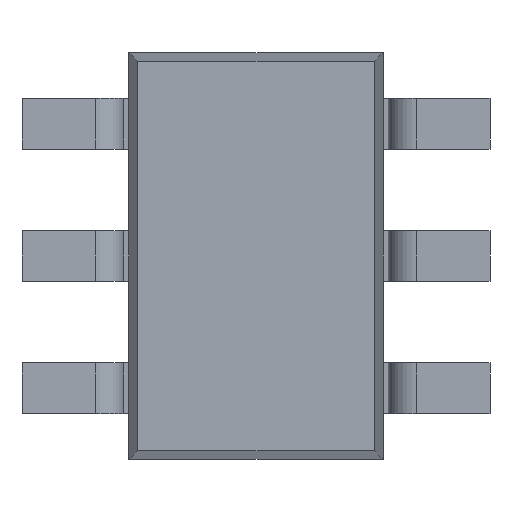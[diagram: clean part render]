
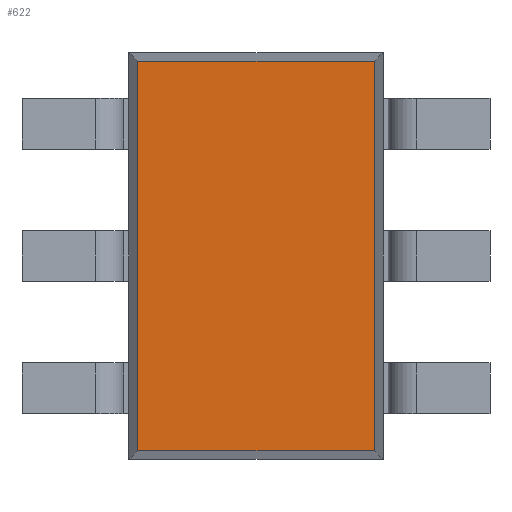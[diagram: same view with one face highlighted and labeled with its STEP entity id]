
A CAD part, front view. The second image highlights one B-rep face of the part: STEP entity #622.
In plain terms, the highlighted planar face has unit normal (0, -1, 0).
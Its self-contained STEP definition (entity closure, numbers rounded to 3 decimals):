
#52 = VECTOR ( 'NONE', #948, 1000. ) ;
#133 = CARTESIAN_POINT ( 'NONE',  ( 0., 0.1, 0. ) ) ;
#342 = PLANE ( 'NONE',  #2636 ) ;
#543 = LINE ( 'NONE', #3322, #1947 ) ;
#622 = ADVANCED_FACE ( 'NONE', ( #2717 ), #342, .T. ) ;
#666 = CARTESIAN_POINT ( 'NONE',  ( 0.582, 0.1, -0.957 ) ) ;
#822 = EDGE_CURVE ( 'NONE', #1799, #1009, #543, .T. ) ;
#869 = CARTESIAN_POINT ( 'NONE',  ( -0.582, 0.1, -0.957 ) ) ;
#948 = DIRECTION ( 'NONE',  ( 0., 0., -1. ) ) ;
#965 = CARTESIAN_POINT ( 'NONE',  ( -0.582, 0.1, -1. ) ) ;
#1009 = VERTEX_POINT ( 'NONE', #666 ) ;
#1101 = EDGE_CURVE ( 'NONE', #3279, #1799, #1255, .T. ) ;
#1139 = CARTESIAN_POINT ( 'NONE',  ( 0.582, 0.1, 0.957 ) ) ;
#1191 = LINE ( 'NONE', #2209, #1493 ) ;
#1255 = LINE ( 'NONE', #965, #52 ) ;
#1385 = DIRECTION ( 'NONE',  ( 0., -1., 0. ) ) ;
#1493 = VECTOR ( 'NONE', #2985, 1000. ) ;
#1512 = VERTEX_POINT ( 'NONE', #1139 ) ;
#1538 = ORIENTED_EDGE ( 'NONE', *, *, #822, .T. ) ;
#1670 = DIRECTION ( 'NONE',  ( 0., 0., -1. ) ) ;
#1688 = ORIENTED_EDGE ( 'NONE', *, *, #2865, .T. ) ;
#1799 = VERTEX_POINT ( 'NONE', #869 ) ;
#1833 = EDGE_LOOP ( 'NONE', ( #1998, #1538, #2096, #1688 ) ) ;
#1947 = VECTOR ( 'NONE', #2350, 1000. ) ;
#1998 = ORIENTED_EDGE ( 'NONE', *, *, #1101, .T. ) ;
#2096 = ORIENTED_EDGE ( 'NONE', *, *, #3307, .T. ) ;
#2125 = DIRECTION ( 'NONE',  ( -1., 0., 0. ) ) ;
#2180 = CARTESIAN_POINT ( 'NONE',  ( -0.625, 0.1, 0.957 ) ) ;
#2209 = CARTESIAN_POINT ( 'NONE',  ( 0.582, 0.1, 1. ) ) ;
#2350 = DIRECTION ( 'NONE',  ( 1., 0., 0. ) ) ;
#2386 = LINE ( 'NONE', #2180, #2515 ) ;
#2498 = CARTESIAN_POINT ( 'NONE',  ( -0.582, 0.1, 0.957 ) ) ;
#2515 = VECTOR ( 'NONE', #2125, 1000. ) ;
#2636 = AXIS2_PLACEMENT_3D ( 'NONE', #133, #1385, #1670 ) ;
#2717 = FACE_OUTER_BOUND ( 'NONE', #1833, .T. ) ;
#2865 = EDGE_CURVE ( 'NONE', #1512, #3279, #2386, .T. ) ;
#2985 = DIRECTION ( 'NONE',  ( 0., 0., 1. ) ) ;
#3279 = VERTEX_POINT ( 'NONE', #2498 ) ;
#3307 = EDGE_CURVE ( 'NONE', #1009, #1512, #1191, .T. ) ;
#3322 = CARTESIAN_POINT ( 'NONE',  ( 0.625, 0.1, -0.957 ) ) ;
